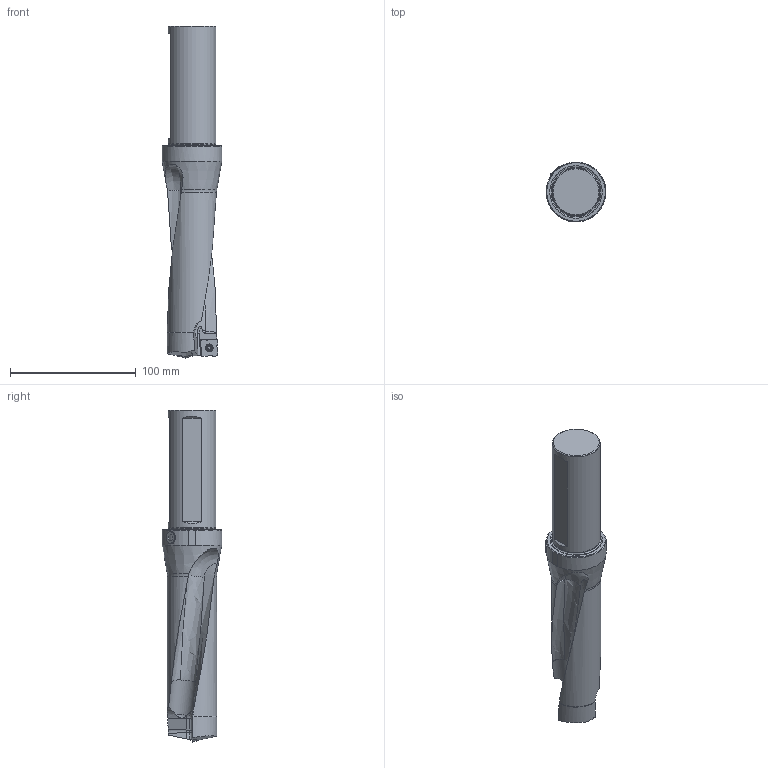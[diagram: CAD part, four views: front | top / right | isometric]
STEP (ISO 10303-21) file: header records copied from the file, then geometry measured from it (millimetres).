
FILE_DESCRIPTION(/* description */ (''),/* implementation_level */ '2;1');
FILE_NAME(/* name */ 'TCF1625R3SSF150F_GTM.stp',/* time_stamp */ '2018-08-12T09:02:22-04:00',/* author */ ('Virtual Machining Team'),/* organization */ ('Kennametal, Inc.'),/* preprocessor_version */ 'ST-DEVELOPER v15',/* originating_system */ 'SIEMENS PLM Software NX 9.0',/* authorisation */ '');
FILE_SCHEMA (('AUTOMOTIVE_DESIGN { 1 0 10303 214 3 1 1 1 }'));
Length unit declared in the file: millimetre
Products named in the file (1): TCF1625R3SSF150F_GTM
Bounding box: 47.56 x 47.6 x 264.5 mm (x, y, z)
Volume: 244813 mm3; surface area: 39925.5 mm2
Topology: 6 solids, 6 shells, 278 faces, 752 edges, 492 vertices
Faces by surface type: plane 119, cylinder 114, cone 21, bspline 11, torus 10, sphere 3
Full cylindrical faces by diameter (mm): 3.5 x2, 4 x2, 4.8 x2, 5.6 x2, 6.2 x2, 38.1 x1
Entity records: 9118 total; most frequent: CARTESIAN_POINT 2137, DIRECTION 1480, ORIENTED_EDGE 1412, EDGE_CURVE 706, AXIS2_PLACEMENT_3D 567, VERTEX_POINT 478, LINE 346, VECTOR 346
